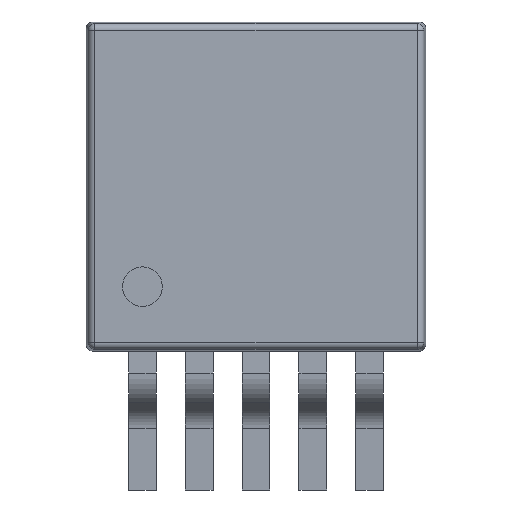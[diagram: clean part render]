
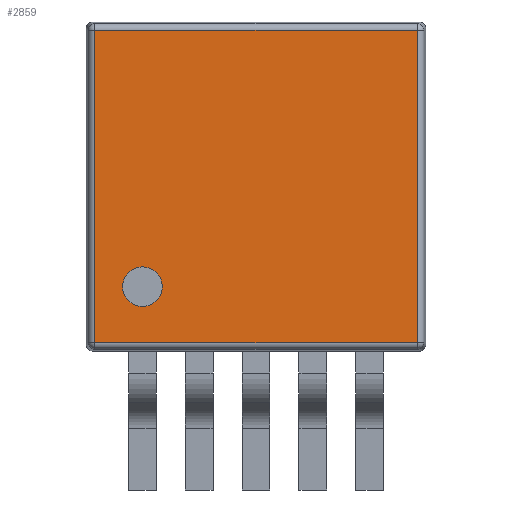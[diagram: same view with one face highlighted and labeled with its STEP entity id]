
A CAD part, top view. The second image highlights one B-rep face of the part: STEP entity #2859.
In plain terms, the highlighted face is planar.
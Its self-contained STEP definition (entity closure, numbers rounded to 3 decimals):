
#1000=DIRECTION('',(0.,0.,1.));
#1001=VECTOR('',#1000,9.344);
#1002=CARTESIAN_POINT('',(5.827,-1.,-4.727));
#1003=LINE('',#1002,#1001);
#1022=CARTESIAN_POINT('',(-2.4,-1.,-3.055));
#1023=DIRECTION('',(0.,-1.,0.));
#1024=DIRECTION('',(1.,0.,0.));
#1025=AXIS2_PLACEMENT_3D('',#1022,#1023,#1024);
#1030=CARTESIAN_POINT('',(-2.4,-1.,-3.055));
#1031=DIRECTION('',(0.,-1.,0.));
#1032=DIRECTION('',(-1.,0.,0.));
#1033=AXIS2_PLACEMENT_3D('',#1030,#1031,#1032);
#1046=DIRECTION('',(1.,0.,0.));
#1047=VECTOR('',#1046,9.654);
#1048=CARTESIAN_POINT('',(-3.827,-1.,-4.727));
#1049=LINE('',#1048,#1047);
#1084=DIRECTION('',(0.,0.,-1.));
#1085=VECTOR('',#1084,9.344);
#1086=CARTESIAN_POINT('',(-3.827,-1.,4.617));
#1087=LINE('',#1086,#1085);
#1137=DIRECTION('',(-1.,0.,0.));
#1138=VECTOR('',#1137,9.654);
#1139=CARTESIAN_POINT('',(5.827,-1.,4.617));
#1140=LINE('',#1139,#1138);
#1899=CARTESIAN_POINT('',(-3.827,-1.,4.617));
#1900=VERTEX_POINT('',#1899);
#1901=CARTESIAN_POINT('',(-3.827,-1.,-4.727));
#1902=VERTEX_POINT('',#1901);
#1903=CARTESIAN_POINT('',(5.827,-1.,4.617));
#1904=VERTEX_POINT('',#1903);
#1905=CARTESIAN_POINT('',(5.827,-1.,-4.727));
#1906=VERTEX_POINT('',#1905);
#1911=CARTESIAN_POINT('',(-1.805,-1.,-3.055));
#1912=CARTESIAN_POINT('',(-2.995,-1.,-3.055));
#1913=VERTEX_POINT('',#1911);
#1914=VERTEX_POINT('',#1912);
#2839=CARTESIAN_POINT('',(6.,-1.,-5.08));
#2840=DIRECTION('',(0.,1.,0.));
#2841=DIRECTION('',(0.,0.,1.));
#2842=AXIS2_PLACEMENT_3D('',#2839,#2840,#2841);
#2843=PLANE('',#2842);
#2845=ORIENTED_EDGE('',*,*,#2844,.F.);
#2847=ORIENTED_EDGE('',*,*,#2846,.F.);
#2849=ORIENTED_EDGE('',*,*,#2848,.F.);
#2850=ORIENTED_EDGE('',*,*,#2831,.F.);
#2851=EDGE_LOOP('',(#2845,#2847,#2849,#2850));
#2852=FACE_OUTER_BOUND('',#2851,.F.);
#2854=ORIENTED_EDGE('',*,*,#2853,.T.);
#2856=ORIENTED_EDGE('',*,*,#2855,.T.);
#2857=EDGE_LOOP('',(#2854,#2856));
#2858=FACE_BOUND('',#2857,.F.);
#2859=ADVANCED_FACE('',(#2852,#2858),#2843,.F.);
#1026=CIRCLE('',#1025,0.595);
#1034=CIRCLE('',#1033,0.595);
#2831=EDGE_CURVE('',#1906,#1904,#1003,.T.);
#2844=EDGE_CURVE('',#1902,#1906,#1049,.T.);
#2846=EDGE_CURVE('',#1900,#1902,#1087,.T.);
#2848=EDGE_CURVE('',#1904,#1900,#1140,.T.);
#2853=EDGE_CURVE('',#1913,#1914,#1026,.T.);
#2855=EDGE_CURVE('',#1914,#1913,#1034,.T.);
